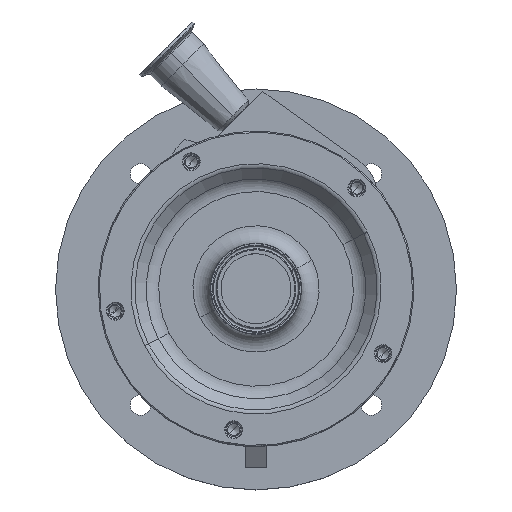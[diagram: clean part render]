
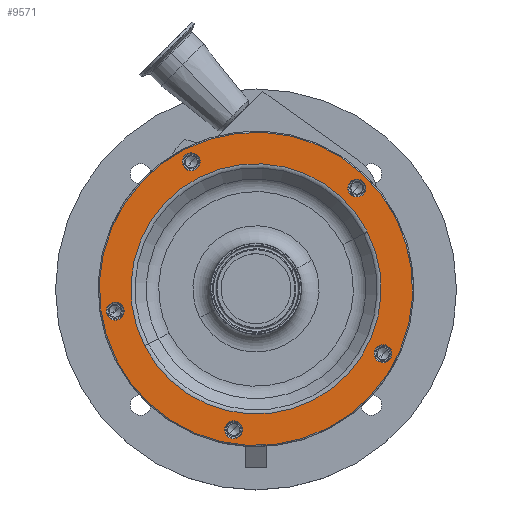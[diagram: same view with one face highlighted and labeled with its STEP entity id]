
A CAD part, top view. The second image highlights one B-rep face of the part: STEP entity #9571.
In plain terms, the highlighted planar face has unit normal (0, 0, 1).
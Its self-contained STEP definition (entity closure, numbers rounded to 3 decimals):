
#65 = DIRECTION ( 'NONE',  ( -0.891, -0.454, 0. ) ) ;
#176 = CIRCLE ( 'NONE', #4548, 7.644 ) ;
#201 = AXIS2_PLACEMENT_3D ( 'NONE', #245, #3215, #1801 ) ;
#238 = FACE_BOUND ( 'NONE', #1145, .T. ) ;
#245 = CARTESIAN_POINT ( 'NONE',  ( -120.498, -19.085, 316. ) ) ;
#329 = DIRECTION ( 'NONE',  ( 0., 0., -1. ) ) ;
#340 = DIRECTION ( 'NONE',  ( 0., 0., -1. ) ) ;
#538 = CARTESIAN_POINT ( 'NONE',  ( -12.274, -117.028, 316. ) ) ;
#611 = EDGE_CURVE ( 'NONE', #8141, #2641, #176, .T. ) ;
#778 = EDGE_CURVE ( 'NONE', #6850, #8033, #7854, .T. ) ;
#1145 = EDGE_LOOP ( 'NONE', ( #7436, #9378 ) ) ;
#1219 = DIRECTION ( 'NONE',  ( 0., 0., -1. ) ) ;
#1395 = AXIS2_PLACEMENT_3D ( 'NONE', #9170, #1723, #9360 ) ;
#1410 = VERTEX_POINT ( 'NONE', #3713 ) ;
#1440 = DIRECTION ( 'NONE',  ( -0.891, -0.454, 0. ) ) ;
#1633 = AXIS2_PLACEMENT_3D ( 'NONE', #2147, #3460, #6582 ) ;
#1646 = DIRECTION ( 'NONE',  ( -0.891, -0.454, 0. ) ) ;
#1712 = CARTESIAN_POINT ( 'NONE',  ( -25.896, -123.968, 316. ) ) ;
#1722 = AXIS2_PLACEMENT_3D ( 'NONE', #2342, #4752, #5545 ) ;
#1723 = DIRECTION ( 'NONE',  ( 0., 0., -1. ) ) ;
#1750 = CARTESIAN_POINT ( 'NONE',  ( -60.835, 119.395, 316. ) ) ;
#1801 = DIRECTION ( 'NONE',  ( -0.891, -0.454, 0. ) ) ;
#1985 = AXIS2_PLACEMENT_3D ( 'NONE', #6378, #340, #3322 ) ;
#2051 = AXIS2_PLACEMENT_3D ( 'NONE', #4762, #4019, #7026 ) ;
#2088 = ORIENTED_EDGE ( 'NONE', *, *, #7072, .F. ) ;
#2147 = CARTESIAN_POINT ( 'NONE',  ( -120.498, -19.085, 316. ) ) ;
#2209 = CARTESIAN_POINT ( 'NONE',  ( -19.085, -120.498, 316. ) ) ;
#2271 = CARTESIAN_POINT ( 'NONE',  ( -19.085, -120.498, 316. ) ) ;
#2342 = CARTESIAN_POINT ( 'NONE',  ( 0., 0., 316. ) ) ;
#2400 = EDGE_LOOP ( 'NONE', ( #4779, #2088 ) ) ;
#2420 = FACE_BOUND ( 'NONE', #8672, .T. ) ;
#2485 = VERTEX_POINT ( 'NONE', #4834 ) ;
#2527 = EDGE_CURVE ( 'NONE', #7764, #6420, #7422, .T. ) ;
#2641 = VERTEX_POINT ( 'NONE', #9396 ) ;
#2971 = CARTESIAN_POINT ( 'NONE',  ( -127.309, -22.555, 316. ) ) ;
#3036 = EDGE_CURVE ( 'NONE', #8033, #6850, #9435, .T. ) ;
#3077 = EDGE_LOOP ( 'NONE', ( #8533, #8376 ) ) ;
#3165 = DIRECTION ( 'NONE',  ( 0., 0., -1. ) ) ;
#3173 = ORIENTED_EDGE ( 'NONE', *, *, #3995, .T. ) ;
#3207 = PLANE ( 'NONE',  #6932 ) ;
#3215 = DIRECTION ( 'NONE',  ( 0., 0., -1. ) ) ;
#3279 = CIRCLE ( 'NONE', #1722, 134. ) ;
#3322 = DIRECTION ( 'NONE',  ( -0.891, -0.454, 0. ) ) ;
#3344 = AXIS2_PLACEMENT_3D ( 'NONE', #7959, #1219, #8062 ) ;
#3437 = AXIS2_PLACEMENT_3D ( 'NONE', #2209, #9627, #1440 ) ;
#3460 = DIRECTION ( 'NONE',  ( 0., 0., -1. ) ) ;
#3653 = ORIENTED_EDGE ( 'NONE', *, *, #5531, .T. ) ;
#3690 = CARTESIAN_POINT ( 'NONE',  ( 0., 0., 316. ) ) ;
#3698 = CARTESIAN_POINT ( 'NONE',  ( -55.387, 108.703, 316. ) ) ;
#3713 = CARTESIAN_POINT ( 'NONE',  ( 119.395, 60.835, 316. ) ) ;
#3944 = EDGE_CURVE ( 'NONE', #8441, #7752, #5549, .T. ) ;
#3995 = EDGE_CURVE ( 'NONE', #6420, #7764, #9300, .T. ) ;
#4019 = DIRECTION ( 'NONE',  ( 0., 0., -1. ) ) ;
#4042 = FACE_BOUND ( 'NONE', #8317, .T. ) ;
#4193 = AXIS2_PLACEMENT_3D ( 'NONE', #4601, #6871, #65 ) ;
#4468 = DIRECTION ( 'NONE',  ( 0., 0., -1. ) ) ;
#4548 = AXIS2_PLACEMENT_3D ( 'NONE', #3698, #6674, #4569 ) ;
#4569 = DIRECTION ( 'NONE',  ( -0.891, -0.454, 0. ) ) ;
#4601 = CARTESIAN_POINT ( 'NONE',  ( 108.703, -55.387, 316. ) ) ;
#4752 = DIRECTION ( 'NONE',  ( 0., 0., -1. ) ) ;
#4762 = CARTESIAN_POINT ( 'NONE',  ( 0., 0., 316. ) ) ;
#4779 = ORIENTED_EDGE ( 'NONE', *, *, #8238, .F. ) ;
#4796 = CIRCLE ( 'NONE', #1985, 7.644 ) ;
#4834 = CARTESIAN_POINT ( 'NONE',  ( -119.395, -60.835, 316. ) ) ;
#4928 = EDGE_CURVE ( 'NONE', #5016, #5629, #4796, .T. ) ;
#5001 = CARTESIAN_POINT ( 'NONE',  ( 93.078, 89.737, 316. ) ) ;
#5016 = VERTEX_POINT ( 'NONE', #8163 ) ;
#5049 = CARTESIAN_POINT ( 'NONE',  ( -113.687, -15.615, 316. ) ) ;
#5182 = DIRECTION ( 'NONE',  ( -0.891, -0.454, 0. ) ) ;
#5272 = DIRECTION ( 'NONE',  ( 0., 0., -1. ) ) ;
#5292 = CIRCLE ( 'NONE', #5774, 7.644 ) ;
#5299 = EDGE_CURVE ( 'NONE', #2641, #8141, #5589, .T. ) ;
#5426 = FACE_BOUND ( 'NONE', #6934, .T. ) ;
#5531 = EDGE_CURVE ( 'NONE', #8291, #7726, #5292, .T. ) ;
#5545 = DIRECTION ( 'NONE',  ( -0.891, -0.454, 0. ) ) ;
#5549 = CIRCLE ( 'NONE', #3344, 7.644 ) ;
#5573 = FACE_BOUND ( 'NONE', #3077, .T. ) ;
#5589 = CIRCLE ( 'NONE', #6714, 7.644 ) ;
#5629 = VERTEX_POINT ( 'NONE', #9231 ) ;
#5675 = ORIENTED_EDGE ( 'NONE', *, *, #6239, .T. ) ;
#5756 = CARTESIAN_POINT ( 'NONE',  ( 95.401, 48.609, 316. ) ) ;
#5774 = AXIS2_PLACEMENT_3D ( 'NONE', #2271, #5272, #8273 ) ;
#6037 = ORIENTED_EDGE ( 'NONE', *, *, #4928, .T. ) ;
#6214 = DIRECTION ( 'NONE',  ( -0.891, -0.454, 0. ) ) ;
#6239 = EDGE_CURVE ( 'NONE', #5629, #5016, #7028, .T. ) ;
#6378 = CARTESIAN_POINT ( 'NONE',  ( 108.703, -55.387, 316. ) ) ;
#6420 = VERTEX_POINT ( 'NONE', #2971 ) ;
#6582 = DIRECTION ( 'NONE',  ( -0.891, -0.454, 0. ) ) ;
#6599 = AXIS2_PLACEMENT_3D ( 'NONE', #8381, #3165, #1646 ) ;
#6607 = DIRECTION ( 'NONE',  ( -0.891, -0.454, 0. ) ) ;
#6674 = DIRECTION ( 'NONE',  ( 0., 0., -1. ) ) ;
#6714 = AXIS2_PLACEMENT_3D ( 'NONE', #7454, #8052, #5182 ) ;
#6829 = ORIENTED_EDGE ( 'NONE', *, *, #5299, .T. ) ;
#6850 = VERTEX_POINT ( 'NONE', #7990 ) ;
#6871 = DIRECTION ( 'NONE',  ( 0., 0., -1. ) ) ;
#6932 = AXIS2_PLACEMENT_3D ( 'NONE', #1750, #329, #6214 ) ;
#6934 = EDGE_LOOP ( 'NONE', ( #6829, #9108 ) ) ;
#7026 = DIRECTION ( 'NONE',  ( -0.891, -0.454, 0. ) ) ;
#7028 = CIRCLE ( 'NONE', #4193, 7.644 ) ;
#7072 = EDGE_CURVE ( 'NONE', #1410, #2485, #8442, .T. ) ;
#7109 = AXIS2_PLACEMENT_3D ( 'NONE', #3690, #4468, #6607 ) ;
#7312 = CARTESIAN_POINT ( 'NONE',  ( 79.456, 82.797, 316. ) ) ;
#7422 = CIRCLE ( 'NONE', #201, 7.644 ) ;
#7434 = CARTESIAN_POINT ( 'NONE',  ( -62.197, 105.233, 316. ) ) ;
#7436 = ORIENTED_EDGE ( 'NONE', *, *, #778, .T. ) ;
#7454 = CARTESIAN_POINT ( 'NONE',  ( -55.387, 108.703, 316. ) ) ;
#7532 = CIRCLE ( 'NONE', #6599, 7.644 ) ;
#7698 = FACE_BOUND ( 'NONE', #9379, .T. ) ;
#7726 = VERTEX_POINT ( 'NONE', #538 ) ;
#7752 = VERTEX_POINT ( 'NONE', #7312 ) ;
#7764 = VERTEX_POINT ( 'NONE', #5049 ) ;
#7854 = CIRCLE ( 'NONE', #2051, 107.071 ) ;
#7895 = EDGE_CURVE ( 'NONE', #7752, #8441, #7532, .T. ) ;
#7959 = CARTESIAN_POINT ( 'NONE',  ( 86.267, 86.267, 316. ) ) ;
#7990 = CARTESIAN_POINT ( 'NONE',  ( -95.401, -48.609, 316. ) ) ;
#8033 = VERTEX_POINT ( 'NONE', #5756 ) ;
#8052 = DIRECTION ( 'NONE',  ( 0., 0., -1. ) ) ;
#8062 = DIRECTION ( 'NONE',  ( -0.891, -0.454, 0. ) ) ;
#8096 = EDGE_CURVE ( 'NONE', #7726, #8291, #8322, .T. ) ;
#8141 = VERTEX_POINT ( 'NONE', #7434 ) ;
#8163 = CARTESIAN_POINT ( 'NONE',  ( 115.513, -51.917, 316. ) ) ;
#8238 = EDGE_CURVE ( 'NONE', #2485, #1410, #3279, .T. ) ;
#8273 = DIRECTION ( 'NONE',  ( -0.891, -0.454, 0. ) ) ;
#8291 = VERTEX_POINT ( 'NONE', #1712 ) ;
#8317 = EDGE_LOOP ( 'NONE', ( #6037, #5675 ) ) ;
#8322 = CIRCLE ( 'NONE', #3437, 7.644 ) ;
#8376 = ORIENTED_EDGE ( 'NONE', *, *, #7895, .T. ) ;
#8381 = CARTESIAN_POINT ( 'NONE',  ( 86.267, 86.267, 316. ) ) ;
#8429 = FACE_OUTER_BOUND ( 'NONE', #2400, .T. ) ;
#8441 = VERTEX_POINT ( 'NONE', #5001 ) ;
#8442 = CIRCLE ( 'NONE', #1395, 134. ) ;
#8533 = ORIENTED_EDGE ( 'NONE', *, *, #3944, .T. ) ;
#8672 = EDGE_LOOP ( 'NONE', ( #9512, #3173 ) ) ;
#9108 = ORIENTED_EDGE ( 'NONE', *, *, #611, .T. ) ;
#9170 = CARTESIAN_POINT ( 'NONE',  ( 0., 0., 316. ) ) ;
#9194 = ORIENTED_EDGE ( 'NONE', *, *, #8096, .T. ) ;
#9231 = CARTESIAN_POINT ( 'NONE',  ( 101.892, -58.857, 316. ) ) ;
#9300 = CIRCLE ( 'NONE', #1633, 7.644 ) ;
#9360 = DIRECTION ( 'NONE',  ( -0.891, -0.454, 0. ) ) ;
#9378 = ORIENTED_EDGE ( 'NONE', *, *, #3036, .T. ) ;
#9379 = EDGE_LOOP ( 'NONE', ( #9194, #3653 ) ) ;
#9396 = CARTESIAN_POINT ( 'NONE',  ( -48.576, 112.173, 316. ) ) ;
#9435 = CIRCLE ( 'NONE', #7109, 107.071 ) ;
#9512 = ORIENTED_EDGE ( 'NONE', *, *, #2527, .T. ) ;
#9571 = ADVANCED_FACE ( 'NONE', ( #5573, #4042, #7698, #2420, #5426, #8429, #238 ), #3207, .F. ) ;
#9627 = DIRECTION ( 'NONE',  ( 0., 0., -1. ) ) ;
